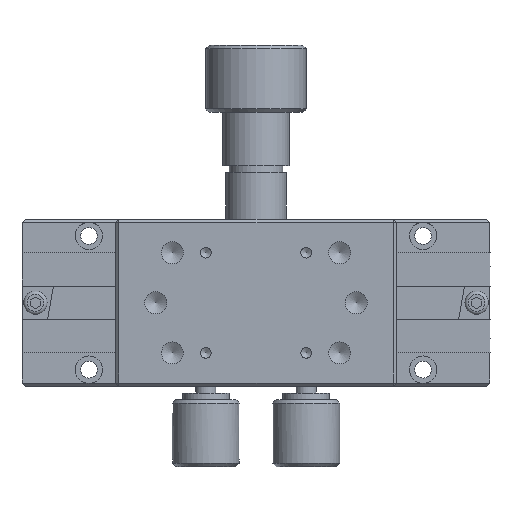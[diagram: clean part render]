
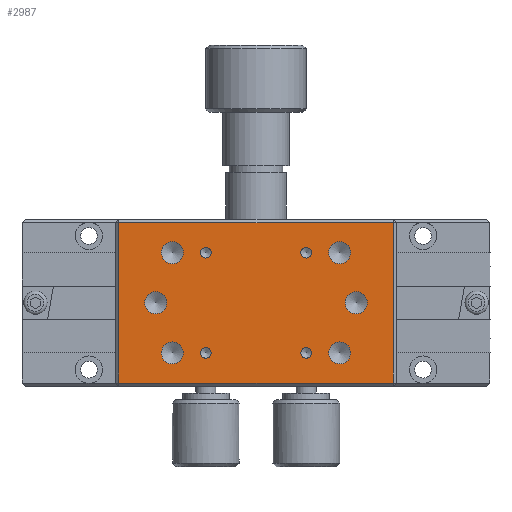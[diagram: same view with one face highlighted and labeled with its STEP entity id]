
A CAD part, left-side view. The second image highlights one B-rep face of the part: STEP entity #2987.
In plain terms, the highlighted face is planar.
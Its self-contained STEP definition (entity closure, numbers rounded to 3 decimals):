
#20 = DIRECTION ( 'NONE',  ( 0., 1., 0. ) ) ;
#49 = VECTOR ( 'NONE', #1771, 1000. ) ;
#108 = FACE_BOUND ( 'NONE', #3747, .T. ) ;
#111 = EDGE_LOOP ( 'NONE', ( #2299 ) ) ;
#114 = EDGE_CURVE ( 'NONE', #3990, #3990, #3572, .T. ) ;
#116 = CARTESIAN_POINT ( 'NONE',  ( 12., 16.5, 21. ) ) ;
#152 = VERTEX_POINT ( 'NONE', #2435 ) ;
#176 = CARTESIAN_POINT ( 'NONE',  ( -12.5, 16.5, 21. ) ) ;
#204 = CARTESIAN_POINT ( 'NONE',  ( 12., 16.5, -20.5 ) ) ;
#225 = AXIS2_PLACEMENT_3D ( 'NONE', #2580, #3703, #1857 ) ;
#292 = DIRECTION ( 'NONE',  ( 0., 1., 0. ) ) ;
#318 = DIRECTION ( 'NONE',  ( 0., 1., 0. ) ) ;
#333 = AXIS2_PLACEMENT_3D ( 'NONE', #1352, #2789, #4310 ) ;
#358 = FACE_BOUND ( 'NONE', #1367, .T. ) ;
#390 = AXIS2_PLACEMENT_3D ( 'NONE', #3961, #292, #998 ) ;
#417 = EDGE_LOOP ( 'NONE', ( #3261 ) ) ;
#421 = CARTESIAN_POINT ( 'NONE',  ( 7.5, 16.5, -7.5 ) ) ;
#452 = VERTEX_POINT ( 'NONE', #3951 ) ;
#459 = ORIENTED_EDGE ( 'NONE', *, *, #3729, .T. ) ;
#513 = AXIS2_PLACEMENT_3D ( 'NONE', #421, #1147, #4010 ) ;
#577 = AXIS2_PLACEMENT_3D ( 'NONE', #729, #318, #1095 ) ;
#591 = EDGE_CURVE ( 'NONE', #2508, #2508, #4285, .T. ) ;
#622 = CARTESIAN_POINT ( 'NONE',  ( -7.5, 16.5, -10.85 ) ) ;
#654 = EDGE_LOOP ( 'NONE', ( #3699 ) ) ;
#729 = CARTESIAN_POINT ( 'NONE',  ( 7.5, 16.5, 12.5 ) ) ;
#741 = DIRECTION ( 'NONE',  ( -1., 0., 0. ) ) ;
#744 = EDGE_LOOP ( 'NONE', ( #1214 ) ) ;
#774 = DIRECTION ( 'NONE',  ( 0., 1., 0. ) ) ;
#826 = DIRECTION ( 'NONE',  ( 0., 0., 1. ) ) ;
#837 = ORIENTED_EDGE ( 'NONE', *, *, #114, .F. ) ;
#866 = ORIENTED_EDGE ( 'NONE', *, *, #2275, .T. ) ;
#962 = CARTESIAN_POINT ( 'NONE',  ( 12.5, 16.5, 20.5 ) ) ;
#983 = EDGE_LOOP ( 'NONE', ( #4730, #866, #1886, #459 ) ) ;
#987 = CARTESIAN_POINT ( 'NONE',  ( 7.5, 16.5, -10.85 ) ) ;
#998 = DIRECTION ( 'NONE',  ( 0., 0., 1. ) ) ;
#1004 = LINE ( 'NONE', #3224, #2653 ) ;
#1093 = FACE_BOUND ( 'NONE', #1272, .T. ) ;
#1095 = DIRECTION ( 'NONE',  ( 0., 0., 1. ) ) ;
#1116 = CARTESIAN_POINT ( 'NONE',  ( 7.5, 16.5, 7.5 ) ) ;
#1147 = DIRECTION ( 'NONE',  ( 0., 1., 0. ) ) ;
#1214 = ORIENTED_EDGE ( 'NONE', *, *, #1324, .F. ) ;
#1252 = EDGE_CURVE ( 'NONE', #3698, #4774, #1004, .T. ) ;
#1261 = DIRECTION ( 'NONE',  ( 1., 0., 0. ) ) ;
#1272 = EDGE_LOOP ( 'NONE', ( #837 ) ) ;
#1324 = EDGE_CURVE ( 'NONE', #3060, #3060, #2831, .T. ) ;
#1352 = CARTESIAN_POINT ( 'NONE',  ( -7.5, 16.5, 12.5 ) ) ;
#1367 = EDGE_LOOP ( 'NONE', ( #3473 ) ) ;
#1400 = AXIS2_PLACEMENT_3D ( 'NONE', #3702, #4478, #2281 ) ;
#1459 = CARTESIAN_POINT ( 'NONE',  ( 0., 16.5, 15. ) ) ;
#1472 = EDGE_CURVE ( 'NONE', #152, #152, #1867, .T. ) ;
#1639 = DIRECTION ( 'NONE',  ( 1., 0., 0. ) ) ;
#1641 = VERTEX_POINT ( 'NONE', #3376 ) ;
#1661 = CARTESIAN_POINT ( 'NONE',  ( -12., 16.5, -20.5 ) ) ;
#1671 = FACE_BOUND ( 'NONE', #4495, .T. ) ;
#1695 = DIRECTION ( 'NONE',  ( 0., 1., 0. ) ) ;
#1771 = DIRECTION ( 'NONE',  ( 0., 0., 1. ) ) ;
#1789 = EDGE_CURVE ( 'NONE', #3580, #3580, #2547, .T. ) ;
#1847 = FACE_BOUND ( 'NONE', #111, .T. ) ;
#1857 = DIRECTION ( 'NONE',  ( 0., 0., 1. ) ) ;
#1867 = CIRCLE ( 'NONE', #4062, 1.65 ) ;
#1869 = AXIS2_PLACEMENT_3D ( 'NONE', #1459, #20, #4069 ) ;
#1886 = ORIENTED_EDGE ( 'NONE', *, *, #1252, .T. ) ;
#1895 = CARTESIAN_POINT ( 'NONE',  ( -7.5, 16.5, 14.15 ) ) ;
#1915 = CARTESIAN_POINT ( 'NONE',  ( 7.5, 16.5, 14.15 ) ) ;
#1980 = DIRECTION ( 'NONE',  ( 0., -1., 0. ) ) ;
#2066 = DIRECTION ( 'NONE',  ( 0., 0., 1. ) ) ;
#2081 = CARTESIAN_POINT ( 'NONE',  ( -7.5, 16.5, -6.7 ) ) ;
#2142 = VECTOR ( 'NONE', #2675, 1000. ) ;
#2174 = VERTEX_POINT ( 'NONE', #622 ) ;
#2275 = EDGE_CURVE ( 'NONE', #2833, #3698, #3716, .T. ) ;
#2281 = DIRECTION ( 'NONE',  ( 0., 0., 1. ) ) ;
#2299 = ORIENTED_EDGE ( 'NONE', *, *, #591, .F. ) ;
#2390 = CARTESIAN_POINT ( 'NONE',  ( 7.5, 16.5, 8.3 ) ) ;
#2410 = FACE_BOUND ( 'NONE', #654, .T. ) ;
#2421 = EDGE_CURVE ( 'NONE', #2174, #2174, #3545, .T. ) ;
#2435 = CARTESIAN_POINT ( 'NONE',  ( 0., 16.5, -13.35 ) ) ;
#2508 = VERTEX_POINT ( 'NONE', #2757 ) ;
#2547 = CIRCLE ( 'NONE', #390, 1.65 ) ;
#2579 = LINE ( 'NONE', #962, #4479 ) ;
#2580 = CARTESIAN_POINT ( 'NONE',  ( -7.5, 16.5, -7.5 ) ) ;
#2635 = EDGE_CURVE ( 'NONE', #452, #452, #3600, .T. ) ;
#2653 = VECTOR ( 'NONE', #741, 1000. ) ;
#2675 = DIRECTION ( 'NONE',  ( 0., 0., -1. ) ) ;
#2684 = FACE_BOUND ( 'NONE', #4108, .T. ) ;
#2731 = EDGE_LOOP ( 'NONE', ( #3768 ) ) ;
#2757 = CARTESIAN_POINT ( 'NONE',  ( -7.5, 16.5, 8.3 ) ) ;
#2774 = AXIS2_PLACEMENT_3D ( 'NONE', #176, #1980, #1639 ) ;
#2789 = DIRECTION ( 'NONE',  ( 0., 1., 0. ) ) ;
#2807 = FACE_BOUND ( 'NONE', #744, .T. ) ;
#2831 = CIRCLE ( 'NONE', #225, 0.8 ) ;
#2833 = VERTEX_POINT ( 'NONE', #3412 ) ;
#2987 = ADVANCED_FACE ( 'NONE', ( #2807, #1847, #1093, #4601, #2410, #3476, #1671, #2684, #108, #358, #3255 ), #3816, .F. ) ;
#3014 = DIRECTION ( 'NONE',  ( 0., 1., 0. ) ) ;
#3060 = VERTEX_POINT ( 'NONE', #2081 ) ;
#3074 = EDGE_CURVE ( 'NONE', #3284, #3284, #4072, .T. ) ;
#3094 = VERTEX_POINT ( 'NONE', #3506 ) ;
#3169 = EDGE_CURVE ( 'NONE', #3574, #3574, #4130, .T. ) ;
#3216 = AXIS2_PLACEMENT_3D ( 'NONE', #4328, #1695, #2066 ) ;
#3224 = CARTESIAN_POINT ( 'NONE',  ( -12.5, 16.5, -20.5 ) ) ;
#3255 = FACE_OUTER_BOUND ( 'NONE', #983, .T. ) ;
#3261 = ORIENTED_EDGE ( 'NONE', *, *, #2421, .F. ) ;
#3265 = DIRECTION ( 'NONE',  ( 0., 0., 1. ) ) ;
#3284 = VERTEX_POINT ( 'NONE', #1895 ) ;
#3301 = EDGE_CURVE ( 'NONE', #1641, #1641, #3821, .T. ) ;
#3376 = CARTESIAN_POINT ( 'NONE',  ( 0., 16.5, 16.65 ) ) ;
#3412 = CARTESIAN_POINT ( 'NONE',  ( 12., 16.5, 20.5 ) ) ;
#3473 = ORIENTED_EDGE ( 'NONE', *, *, #3074, .F. ) ;
#3476 = FACE_BOUND ( 'NONE', #417, .T. ) ;
#3488 = ORIENTED_EDGE ( 'NONE', *, *, #3301, .F. ) ;
#3506 = CARTESIAN_POINT ( 'NONE',  ( -12., 16.5, 20.5 ) ) ;
#3545 = CIRCLE ( 'NONE', #1400, 1.65 ) ;
#3572 = CIRCLE ( 'NONE', #3765, 0.8 ) ;
#3574 = VERTEX_POINT ( 'NONE', #1915 ) ;
#3577 = EDGE_CURVE ( 'NONE', #3094, #2833, #2579, .T. ) ;
#3580 = VERTEX_POINT ( 'NONE', #987 ) ;
#3600 = CIRCLE ( 'NONE', #513, 0.8 ) ;
#3698 = VERTEX_POINT ( 'NONE', #204 ) ;
#3699 = ORIENTED_EDGE ( 'NONE', *, *, #1472, .F. ) ;
#3702 = CARTESIAN_POINT ( 'NONE',  ( -7.5, 16.5, -12.5 ) ) ;
#3703 = DIRECTION ( 'NONE',  ( 0., 1., 0. ) ) ;
#3716 = LINE ( 'NONE', #116, #2142 ) ;
#3729 = EDGE_CURVE ( 'NONE', #4774, #3094, #4530, .T. ) ;
#3747 = EDGE_LOOP ( 'NONE', ( #3488 ) ) ;
#3761 = CARTESIAN_POINT ( 'NONE',  ( 0., 16.5, -15. ) ) ;
#3765 = AXIS2_PLACEMENT_3D ( 'NONE', #1116, #774, #3265 ) ;
#3768 = ORIENTED_EDGE ( 'NONE', *, *, #2635, .F. ) ;
#3816 = PLANE ( 'NONE',  #2774 ) ;
#3821 = CIRCLE ( 'NONE', #1869, 1.65 ) ;
#3951 = CARTESIAN_POINT ( 'NONE',  ( 7.5, 16.5, -6.7 ) ) ;
#3961 = CARTESIAN_POINT ( 'NONE',  ( 7.5, 16.5, -12.5 ) ) ;
#3990 = VERTEX_POINT ( 'NONE', #2390 ) ;
#4010 = DIRECTION ( 'NONE',  ( 0., 0., 1. ) ) ;
#4062 = AXIS2_PLACEMENT_3D ( 'NONE', #3761, #3014, #826 ) ;
#4066 = ORIENTED_EDGE ( 'NONE', *, *, #1789, .F. ) ;
#4069 = DIRECTION ( 'NONE',  ( 0., 0., 1. ) ) ;
#4072 = CIRCLE ( 'NONE', #333, 1.65 ) ;
#4108 = EDGE_LOOP ( 'NONE', ( #4197 ) ) ;
#4130 = CIRCLE ( 'NONE', #577, 1.65 ) ;
#4197 = ORIENTED_EDGE ( 'NONE', *, *, #3169, .F. ) ;
#4285 = CIRCLE ( 'NONE', #3216, 0.8 ) ;
#4310 = DIRECTION ( 'NONE',  ( 0., 0., 1. ) ) ;
#4328 = CARTESIAN_POINT ( 'NONE',  ( -7.5, 16.5, 7.5 ) ) ;
#4478 = DIRECTION ( 'NONE',  ( 0., 1., 0. ) ) ;
#4479 = VECTOR ( 'NONE', #1261, 1000. ) ;
#4495 = EDGE_LOOP ( 'NONE', ( #4066 ) ) ;
#4530 = LINE ( 'NONE', #4691, #49 ) ;
#4601 = FACE_BOUND ( 'NONE', #2731, .T. ) ;
#4691 = CARTESIAN_POINT ( 'NONE',  ( -12., 16.5, 21. ) ) ;
#4730 = ORIENTED_EDGE ( 'NONE', *, *, #3577, .T. ) ;
#4774 = VERTEX_POINT ( 'NONE', #1661 ) ;
